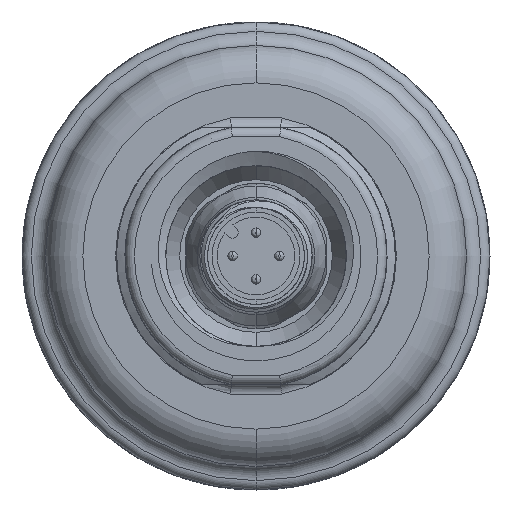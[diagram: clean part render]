
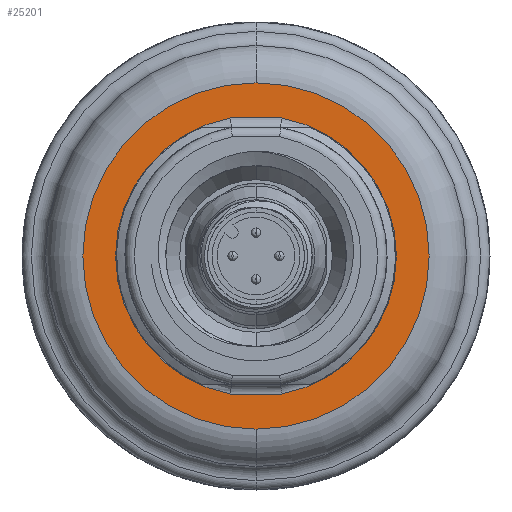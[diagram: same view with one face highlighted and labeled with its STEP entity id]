
A CAD part, front view. The second image highlights one B-rep face of the part: STEP entity #25201.
In plain terms, the highlighted planar face has unit normal (0, -1, 0).
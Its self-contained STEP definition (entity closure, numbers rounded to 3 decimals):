
#2133=CARTESIAN_POINT('',(0.,-3.,0.));
#2134=DIRECTION('',(0.,-1.,0.));
#2135=DIRECTION('',(0.,0.,-1.));
#2136=AXIS2_PLACEMENT_3D('',#2133,#2134,#2135);
#2138=CARTESIAN_POINT('',(0.,-3.,0.));
#2139=DIRECTION('',(0.,-1.,0.));
#2140=DIRECTION('',(0.,0.,1.));
#2141=AXIS2_PLACEMENT_3D('',#2138,#2139,#2140);
#2143=CARTESIAN_POINT('',(0.,-3.,0.));
#2144=DIRECTION('',(0.,-1.,0.));
#2145=DIRECTION('',(-0.182,0.,0.983));
#2146=AXIS2_PLACEMENT_3D('',#2143,#2144,#2145);
#2148=DIRECTION('',(1.,0.,0.));
#2149=VECTOR('',#2148,5.454);
#2150=CARTESIAN_POINT('',(-2.727,-3.,-14.75));
#2151=LINE('',#2150,#2149);
#2152=CARTESIAN_POINT('',(0.,-3.,0.));
#2153=DIRECTION('',(0.,-1.,0.));
#2154=DIRECTION('',(0.182,0.,-0.983));
#2155=AXIS2_PLACEMENT_3D('',#2152,#2153,#2154);
#2157=DIRECTION('',(-1.,0.,0.));
#2158=VECTOR('',#2157,5.454);
#2159=CARTESIAN_POINT('',(2.727,-3.,14.75));
#2160=LINE('',#2159,#2158);
#20682=CARTESIAN_POINT('',(-2.727,-3.,14.75));
#20683=CARTESIAN_POINT('',(-2.727,-3.,-14.75));
#20684=VERTEX_POINT('',#20682);
#20685=VERTEX_POINT('',#20683);
#20690=CARTESIAN_POINT('',(2.727,-3.,-14.75));
#20691=CARTESIAN_POINT('',(2.727,-3.,14.75));
#20692=VERTEX_POINT('',#20690);
#20693=VERTEX_POINT('',#20691);
#20984=CARTESIAN_POINT('',(0.,-3.,-18.5));
#20985=CARTESIAN_POINT('',(0.,-3.,18.5));
#20986=VERTEX_POINT('',#20984);
#20987=VERTEX_POINT('',#20985);
#25181=CARTESIAN_POINT('',(0.,-3.,0.));
#25182=DIRECTION('',(0.,-1.,0.));
#25183=DIRECTION('',(0.,0.,1.));
#25184=AXIS2_PLACEMENT_3D('',#25181,#25182,#25183);
#25185=PLANE('',#25184);
#25187=ORIENTED_EDGE('',*,*,#25186,.F.);
#25189=ORIENTED_EDGE('',*,*,#25188,.F.);
#25190=EDGE_LOOP('',(#25187,#25189));
#25191=FACE_OUTER_BOUND('',#25190,.F.);
#25192=ORIENTED_EDGE('',*,*,#25171,.T.);
#25194=ORIENTED_EDGE('',*,*,#25193,.T.);
#25196=ORIENTED_EDGE('',*,*,#25195,.T.);
#25198=ORIENTED_EDGE('',*,*,#25197,.T.);
#25199=EDGE_LOOP('',(#25192,#25194,#25196,#25198));
#25200=FACE_BOUND('',#25199,.F.);
#25201=ADVANCED_FACE('',(#25191,#25200),#25185,.T.);
#2137=CIRCLE('',#2136,18.5);
#2142=CIRCLE('',#2141,18.5);
#2147=CIRCLE('',#2146,15.);
#2156=CIRCLE('',#2155,15.);
#25171=EDGE_CURVE('',#20684,#20685,#2147,.T.);
#25186=EDGE_CURVE('',#20986,#20987,#2137,.T.);
#25188=EDGE_CURVE('',#20987,#20986,#2142,.T.);
#25193=EDGE_CURVE('',#20685,#20692,#2151,.T.);
#25195=EDGE_CURVE('',#20692,#20693,#2156,.T.);
#25197=EDGE_CURVE('',#20693,#20684,#2160,.T.);
